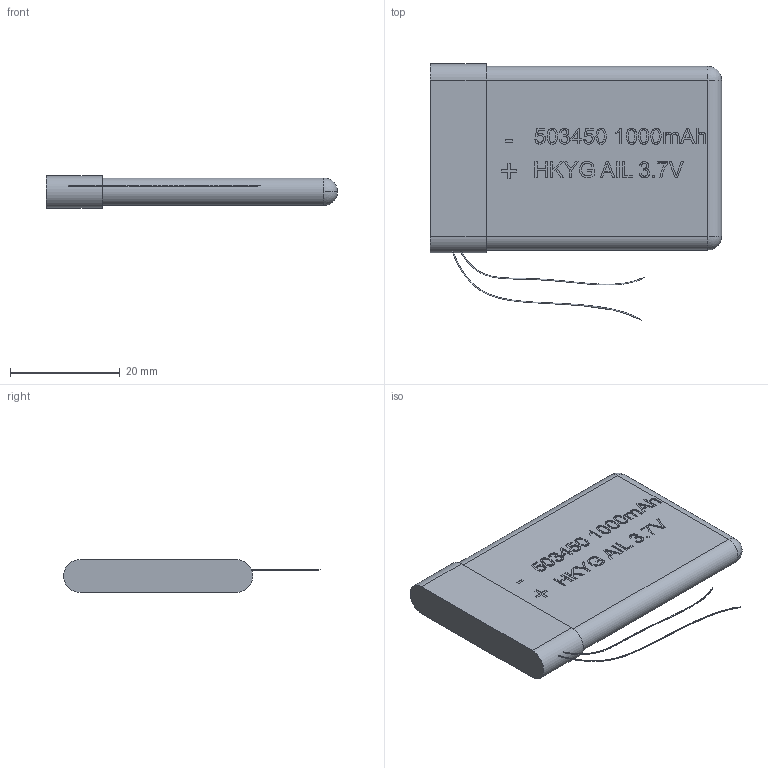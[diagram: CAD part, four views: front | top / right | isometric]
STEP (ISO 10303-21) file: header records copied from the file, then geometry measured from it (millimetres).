
FILE_DESCRIPTION(('FreeCAD Model'),'2;1');
FILE_NAME('Open CASCADE Shape Model','2022-01-17T22:59:35',('Author'),( ''),'Open CASCADE STEP processor 7.5','FreeCAD','Unknown');
FILE_SCHEMA(('AUTOMOTIVE_DESIGN { 1 0 10303 214 1 1 1 1 }'));
Length unit declared in the file: millimetre
Products named in the file (10): Bateria LiPo 3.7V 1000mA 503450 v23; parte de la pila_lipo v4; COMPOUND007; COMPOUND; COMPOUND001; COMPOUND002; COMPOUND003; COMPOUND004; COMPOUND005; COMPOUND006
Assembly tree (9 placements, depth 3):
  Bateria LiPo 3.7V 1000mA 503450 v23
    parte de la pila_lipo v4
    COMPOUND007
      COMPOUND
      COMPOUND001
      COMPOUND002
      COMPOUND003
      COMPOUND004
      COMPOUND005
      COMPOUND006
Bounding box: 53.1 x 46.82 x 6 mm (x, y, z)
Volume: 7652.8 mm3; surface area: 6016.5 mm2
Topology: 8 solids, 8 shells, 588 faces, 1567 edges, 1038 vertices
Faces by surface type: plane 289, bspline 274, cylinder 21, sphere 4
Full cylindrical faces by diameter (mm): 0.05 x2
Entity records: 43747 total; most frequent: CARTESIAN_POINT 15452, DIRECTION 3751, ORIENTED_EDGE 3134, PCURVE 3134, DEFINITIONAL_REPRESENTATION 3134, LINE 2967, VECTOR 2967, B_SPLINE_CURVE_WITH_KNOTS 1644
